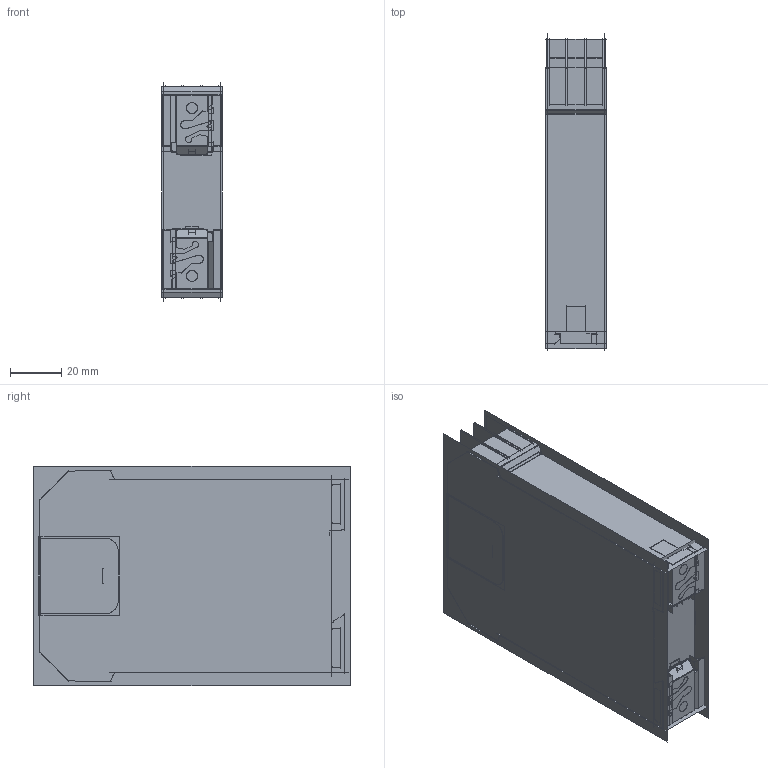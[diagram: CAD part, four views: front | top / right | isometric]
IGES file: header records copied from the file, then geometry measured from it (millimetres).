
Start section:  PTC IGES file: 192602_sm01.igs
Global section: file name: 192602_sm01.igs; native system: Creo Parametric by PTC Inc.; preprocessor: 2019292; author: PDMAdmin; organization: Unknown; date: 20220707.100134; units: millimetre
Bounding box: 23.4 x 122.93 x 85.23 mm (x, y, z)
Volume: 184449.4 mm3; surface area: 179372.9 mm2
Topology: 1 solids, 1 shells, 930 faces, 4824 edges, 5918 vertices
Faces by surface type: bspline 758, revolution 172
